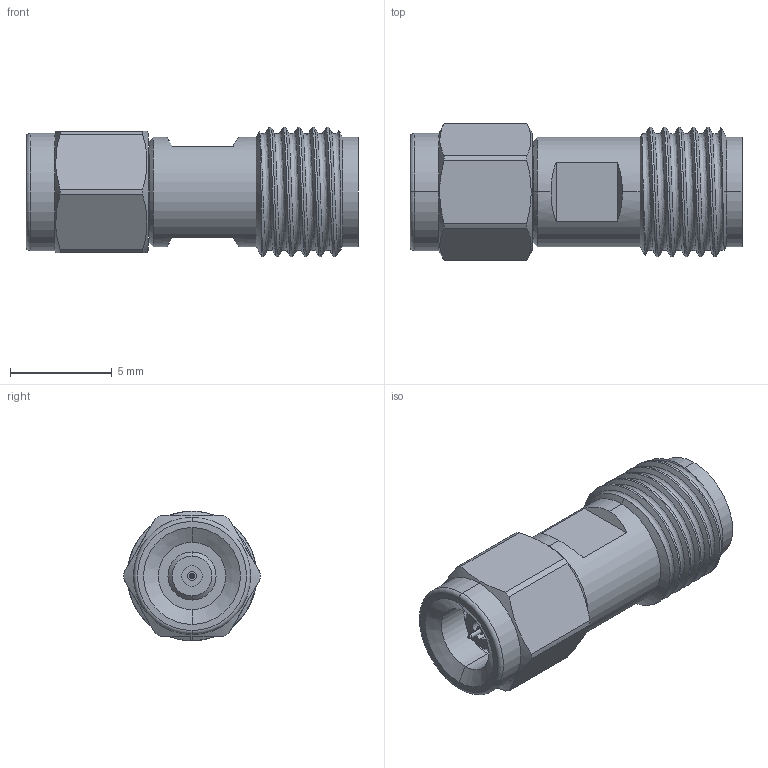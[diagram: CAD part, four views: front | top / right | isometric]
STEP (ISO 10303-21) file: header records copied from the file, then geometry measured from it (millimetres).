
FILE_DESCRIPTION (( 'STEP AP214' ), '1' );
FILE_NAME ('CT-KF1M-LN1.STEP', '2025-01-16T00:46:05', ( '' ), ( '' ), 'SwSTEP 2.0', 'SolidWorks 2021', '' );
FILE_SCHEMA (( 'AUTOMOTIVE_DESIGN' ));
Length unit declared in the file: millimetre
Products named in the file (1): CT-KF1M-LN1
Bounding box: 16.29 x 6.7 x 6.35 mm (x, y, z)
Volume: 346.1 mm3; surface area: 589.6 mm2
Topology: 1 solids, 1 shells, 110 faces, 268 edges, 171 vertices
Faces by surface type: cylinder 48, plane 37, cone 20, bspline 3, torus 2
Entity records: 6234 total; most frequent: CARTESIAN_POINT 3653, ORIENTED_EDGE 536, DIRECTION 529, EDGE_CURVE 268, AXIS2_PLACEMENT_3D 211, VERTEX_POINT 171, EDGE_LOOP 121, ADVANCED_FACE 110
